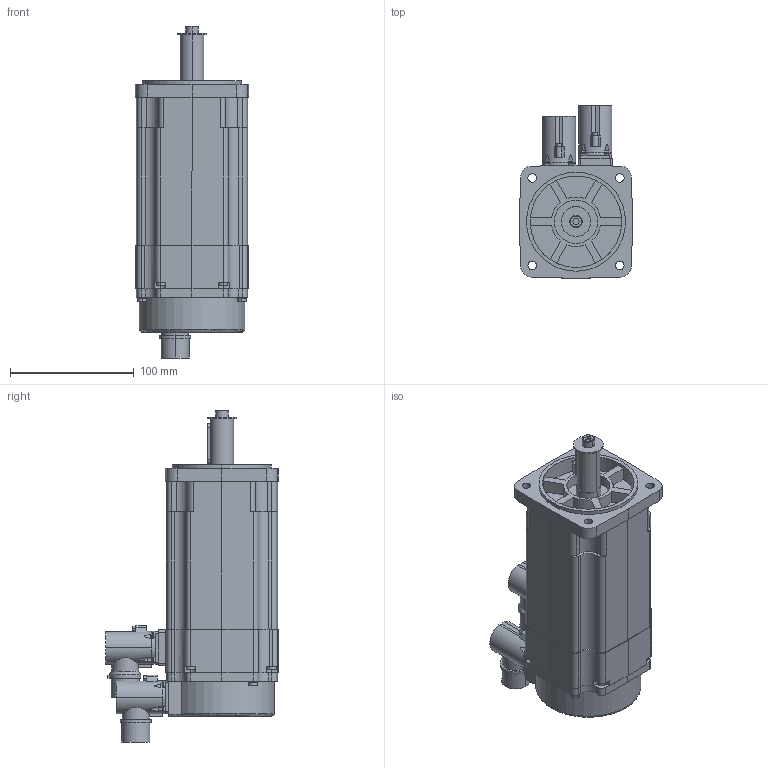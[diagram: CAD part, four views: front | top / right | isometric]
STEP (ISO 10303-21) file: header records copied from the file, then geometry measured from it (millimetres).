
FILE_DESCRIPTION((''),'2;1');
FILE_NAME('servomotor_nx430eaj7001','2005-06-13T',(''),('Trace Parts SA'),'PRO/ENGINEER BY PARAMETRIC TECHNOLOGY CORPORATION, Y2K Compliant','PRO/ENGINEER BY PARAMETRIC TECHNOLOGY CORPORATION, Y2K Compliant','');
FILE_SCHEMA(('CONFIG_CONTROL_DESIGN'));
Length unit declared in the file: millimetre
Products named in the file (6): SERVOMOTOR_NX430EAJ7001_01; SERVOMOTOR_NX430EAJ7001_02; SERVOMOTOR_NX430EAJ7001_03; SERVOMOTOR_NX430EAJ7001_04; SERVOMOTOR_NX430EAJ7001_05; servomotor_nx430eaj7001
Assembly tree (5 placements, depth 2):
  servomotor_nx430eaj7001
    SERVOMOTOR_NX430EAJ7001_01
    SERVOMOTOR_NX430EAJ7001_02
    SERVOMOTOR_NX430EAJ7001_03
    SERVOMOTOR_NX430EAJ7001_04
    SERVOMOTOR_NX430EAJ7001_05
Bounding box: 91.5 x 139.75 x 268.2 mm (x, y, z)
Volume: 1435408.2 mm3; surface area: 114436.6 mm2
Topology: 5 solids, 5 shells, 957 faces, 2596 edges, 1681 vertices
Faces by surface type: cylinder 485, plane 329, cone 90, torus 33, bspline 20
Entity records: 35109 total; most frequent: CARTESIAN_POINT 10748, DIRECTION 5179, ORIENTED_EDGE 5128, EDGE_CURVE 2564, AXIS2_PLACEMENT_3D 2028, VERTEX_POINT 1681, VECTOR 1123, LINE 1123
